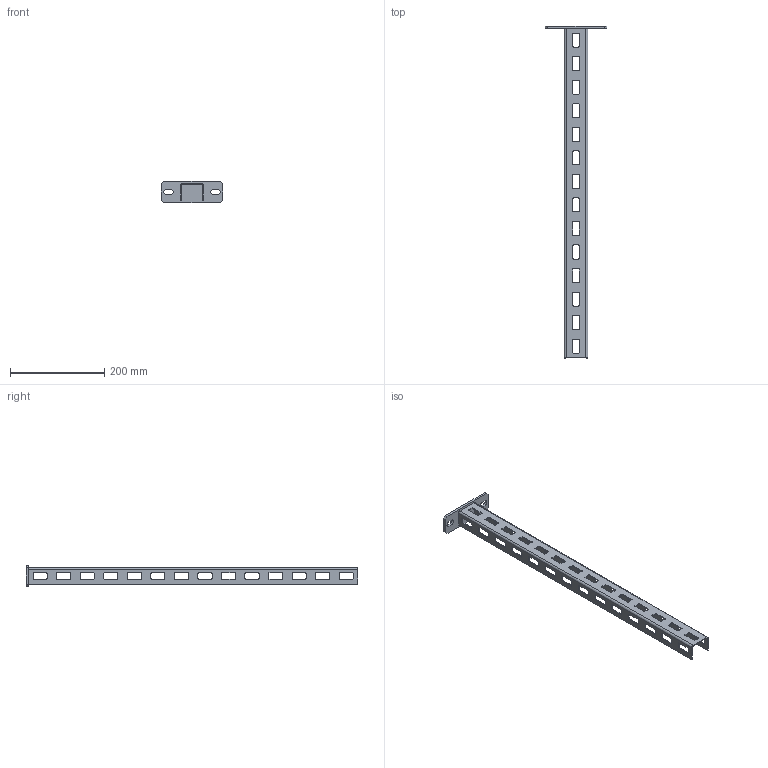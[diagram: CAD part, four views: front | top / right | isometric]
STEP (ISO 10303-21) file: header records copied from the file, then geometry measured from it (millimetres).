
FILE_DESCRIPTION((''),'2;1');
FILE_NAME('752007_ASM','2020-10-15T11:41:45',('tomas'),(''),'CREO PARAMETRIC BY PTC INC, 2019352','CREO PARAMETRIC BY PTC INC, 2019352','');
FILE_SCHEMA(('CONFIG_CONTROL_DESIGN'));
Length unit declared in the file: millimetre
Products named in the file (3): WPCB1_PRT; WPCB700_PRT; 752007_ASM
Assembly tree (2 placements, depth 2):
  752007_ASM
    WPCB1_PRT
    WPCB700_PRT
Bounding box: 130 x 705 x 45 mm (x, y, z)
Volume: 153166.5 mm3; surface area: 149481.1 mm2
Topology: 2 solids, 2 shells, 368 faces, 1092 edges, 728 vertices
Faces by surface type: plane 192, cylinder 176
Entity records: 12672 total; most frequent: CARTESIAN_POINT 2193, DIRECTION 2190, ORIENTED_EDGE 2184, EDGE_CURVE 1092, VECTOR 740, LINE 740, VERTEX_POINT 728, AXIS2_PLACEMENT_3D 725
